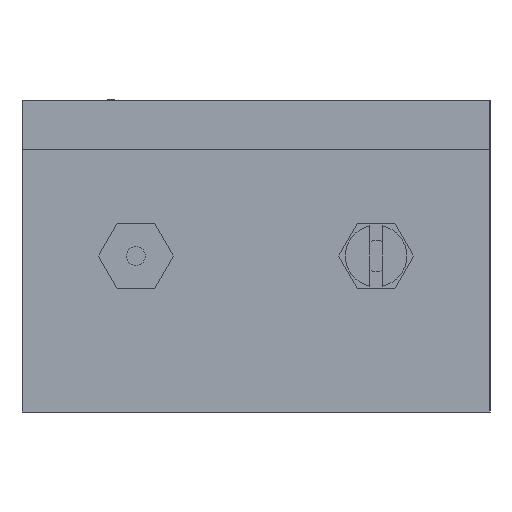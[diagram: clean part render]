
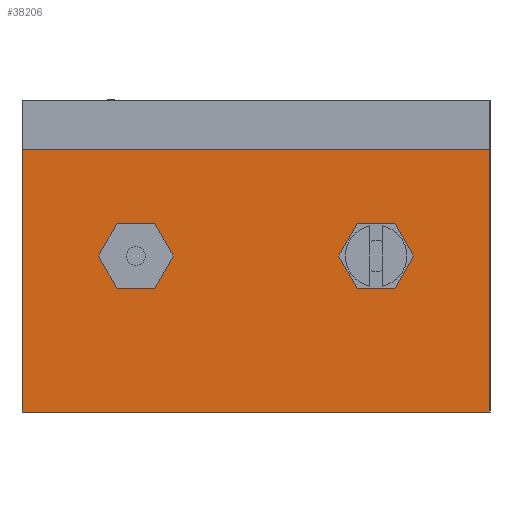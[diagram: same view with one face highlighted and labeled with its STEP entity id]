
A CAD part, left-side view. The second image highlights one B-rep face of the part: STEP entity #38206.
In plain terms, the highlighted planar face has unit normal (-1, 0, 0).
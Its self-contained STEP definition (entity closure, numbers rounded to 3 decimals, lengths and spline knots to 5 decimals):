
#625 = LINE ( 'NONE', #46267, #76939 ) ;
#1607 = LINE ( 'NONE', #35458, #68338 ) ;
#3223 = DIRECTION ( 'NONE',  ( 0., -0.5, 0.866 ) ) ;
#3751 = VECTOR ( 'NONE', #9850, 39.37008 ) ;
#4020 = CARTESIAN_POINT ( 'NONE',  ( -0.625, 0.1625, -0.05196 ) ) ;
#4123 = DIRECTION ( 'NONE',  ( 0., 0.5, 0.866 ) ) ;
#4252 = VERTEX_POINT ( 'NONE', #48622 ) ;
#4360 = VECTOR ( 'NONE', #27595, 39.37008 ) ;
#4739 = VERTEX_POINT ( 'NONE', #60990 ) ;
#5097 = ORIENTED_EDGE ( 'NONE', *, *, #40997, .F. ) ;
#7654 = DIRECTION ( 'NONE',  ( 0., -1., 0. ) ) ;
#8392 = AXIS2_PLACEMENT_3D ( 'NONE', #17738, #61493, #11258 ) ;
#8460 = VECTOR ( 'NONE', #65557, 39.37008 ) ;
#9850 = DIRECTION ( 'NONE',  ( 0., -0.5, -0.866 ) ) ;
#10646 = EDGE_CURVE ( 'NONE', #26751, #16397, #1607, .T. ) ;
#11010 = CARTESIAN_POINT ( 'NONE',  ( -0.625, 0.1625, 0.05196 ) ) ;
#11227 = EDGE_CURVE ( 'NONE', #21764, #37086, #79852, .T. ) ;
#11258 = DIRECTION ( 'NONE',  ( 0., 0., -1. ) ) ;
#13021 = LINE ( 'NONE', #45911, #25579 ) ;
#13370 = CARTESIAN_POINT ( 'NONE',  ( -0.625, -0.1625, 0.05196 ) ) ;
#14744 = ORIENTED_EDGE ( 'NONE', *, *, #31881, .F. ) ;
#15414 = CARTESIAN_POINT ( 'NONE',  ( -0.625, 0.375, 0.25 ) ) ;
#16385 = CARTESIAN_POINT ( 'NONE',  ( -0.625, -0.375, 0.25 ) ) ;
#16397 = VERTEX_POINT ( 'NONE', #11010 ) ;
#17258 = CARTESIAN_POINT ( 'NONE',  ( -0.625, 0.375, 0.17 ) ) ;
#17475 = PLANE ( 'NONE',  #8392 ) ;
#17672 = ORIENTED_EDGE ( 'NONE', *, *, #68005, .F. ) ;
#17738 = CARTESIAN_POINT ( 'NONE',  ( -0.625, -0.375, 0.25 ) ) ;
#18232 = EDGE_CURVE ( 'NONE', #34558, #33362, #66622, .T. ) ;
#19270 = LINE ( 'NONE', #30179, #66611 ) ;
#20618 = VERTEX_POINT ( 'NONE', #47695 ) ;
#21074 = CARTESIAN_POINT ( 'NONE',  ( -0.625, 0.2225, 0.05196 ) ) ;
#21695 = ORIENTED_EDGE ( 'NONE', *, *, #69100, .F. ) ;
#21764 = VERTEX_POINT ( 'NONE', #21793 ) ;
#21793 = CARTESIAN_POINT ( 'NONE',  ( -0.625, -0.2525, 0. ) ) ;
#21851 = ORIENTED_EDGE ( 'NONE', *, *, #51962, .F. ) ;
#22028 = ORIENTED_EDGE ( 'NONE', *, *, #51942, .F. ) ;
#22221 = LINE ( 'NONE', #42840, #58970 ) ;
#22382 = VERTEX_POINT ( 'NONE', #54954 ) ;
#22970 = LINE ( 'NONE', #57549, #53880 ) ;
#23403 = ORIENTED_EDGE ( 'NONE', *, *, #18232, .F. ) ;
#24219 = VERTEX_POINT ( 'NONE', #48914 ) ;
#24486 = ORIENTED_EDGE ( 'NONE', *, *, #28561, .F. ) ;
#24878 = LINE ( 'NONE', #16385, #8460 ) ;
#25074 = VECTOR ( 'NONE', #7654, 39.37008 ) ;
#25579 = VECTOR ( 'NONE', #3223, 39.37008 ) ;
#26751 = VERTEX_POINT ( 'NONE', #35343 ) ;
#27595 = DIRECTION ( 'NONE',  ( 0., -1., 0. ) ) ;
#28561 = EDGE_CURVE ( 'NONE', #37086, #48248, #22970, .T. ) ;
#30179 = CARTESIAN_POINT ( 'NONE',  ( -0.625, 0.1625, 0.05196 ) ) ;
#30689 = FACE_BOUND ( 'NONE', #75949, .T. ) ;
#30915 = EDGE_CURVE ( 'NONE', #4252, #22382, #44996, .T. ) ;
#31065 = DIRECTION ( 'NONE',  ( 0., 0.5, 0.866 ) ) ;
#31881 = EDGE_CURVE ( 'NONE', #45030, #20618, #34258, .T. ) ;
#33269 = CARTESIAN_POINT ( 'NONE',  ( -0.625, -0.1625, -0.05196 ) ) ;
#33362 = VERTEX_POINT ( 'NONE', #4020 ) ;
#34258 = LINE ( 'NONE', #46603, #62278 ) ;
#34558 = VERTEX_POINT ( 'NONE', #51879 ) ;
#35148 = DIRECTION ( 'NONE',  ( 0., 0.5, -0.866 ) ) ;
#35343 = CARTESIAN_POINT ( 'NONE',  ( -0.625, 0.1325, 0. ) ) ;
#35458 = CARTESIAN_POINT ( 'NONE',  ( -0.625, 0.1325, 0. ) ) ;
#35524 = DIRECTION ( 'NONE',  ( 0., 1., 0. ) ) ;
#36283 = ORIENTED_EDGE ( 'NONE', *, *, #11227, .F. ) ;
#37086 = VERTEX_POINT ( 'NONE', #45679 ) ;
#37404 = VECTOR ( 'NONE', #35148, 39.37008 ) ;
#37555 = CARTESIAN_POINT ( 'NONE',  ( -0.625, -0.2525, 0. ) ) ;
#38206 = ADVANCED_FACE ( 'NONE', ( #64534, #30689, #58746 ), #17475, .F. ) ;
#38350 = LINE ( 'NONE', #66457, #37404 ) ;
#39064 = EDGE_LOOP ( 'NONE', ( #39169, #5097, #50046, #22028, #23403, #76031 ) ) ;
#39169 = ORIENTED_EDGE ( 'NONE', *, *, #42162, .F. ) ;
#40997 = EDGE_CURVE ( 'NONE', #16397, #72579, #19270, .T. ) ;
#42162 = EDGE_CURVE ( 'NONE', #72579, #24219, #38350, .T. ) ;
#42840 = CARTESIAN_POINT ( 'NONE',  ( -0.625, 0.2525, 0. ) ) ;
#44996 = LINE ( 'NONE', #77242, #4360 ) ;
#45030 = VERTEX_POINT ( 'NONE', #17258 ) ;
#45679 = CARTESIAN_POINT ( 'NONE',  ( -0.625, -0.2225, 0.05196 ) ) ;
#45911 = CARTESIAN_POINT ( 'NONE',  ( -0.625, 0.1625, -0.05196 ) ) ;
#45960 = EDGE_CURVE ( 'NONE', #45030, #4252, #47694, .T. ) ;
#46025 = ORIENTED_EDGE ( 'NONE', *, *, #58362, .F. ) ;
#46150 = ORIENTED_EDGE ( 'NONE', *, *, #45960, .T. ) ;
#46267 = CARTESIAN_POINT ( 'NONE',  ( -0.625, -0.1625, -0.05196 ) ) ;
#46603 = CARTESIAN_POINT ( 'NONE',  ( -0.625, -0.375, 0.17 ) ) ;
#47180 = LINE ( 'NONE', #57659, #56878 ) ;
#47226 = LINE ( 'NONE', #53321, #3751 ) ;
#47694 = LINE ( 'NONE', #15414, #63221 ) ;
#47695 = CARTESIAN_POINT ( 'NONE',  ( -0.625, -0.375, 0.17 ) ) ;
#48158 = EDGE_CURVE ( 'NONE', #24219, #34558, #22221, .T. ) ;
#48248 = VERTEX_POINT ( 'NONE', #13370 ) ;
#48424 = VERTEX_POINT ( 'NONE', #33269 ) ;
#48622 = CARTESIAN_POINT ( 'NONE',  ( -0.625, 0.375, -0.25 ) ) ;
#48914 = CARTESIAN_POINT ( 'NONE',  ( -0.625, 0.2525, 0. ) ) ;
#49461 = CARTESIAN_POINT ( 'NONE',  ( -0.625, -0.2225, -0.05196 ) ) ;
#49681 = EDGE_CURVE ( 'NONE', #48248, #4739, #47180, .T. ) ;
#49982 = VERTEX_POINT ( 'NONE', #49461 ) ;
#50046 = ORIENTED_EDGE ( 'NONE', *, *, #10646, .F. ) ;
#51879 = CARTESIAN_POINT ( 'NONE',  ( -0.625, 0.2225, -0.05196 ) ) ;
#51942 = EDGE_CURVE ( 'NONE', #33362, #26751, #13021, .T. ) ;
#51962 = EDGE_CURVE ( 'NONE', #49982, #21764, #52647, .T. ) ;
#52647 = LINE ( 'NONE', #70181, #60376 ) ;
#52818 = DIRECTION ( 'NONE',  ( 0., -1., 0. ) ) ;
#53321 = CARTESIAN_POINT ( 'NONE',  ( -0.625, -0.1325, 0. ) ) ;
#53880 = VECTOR ( 'NONE', #35524, 39.37008 ) ;
#54954 = CARTESIAN_POINT ( 'NONE',  ( -0.625, -0.375, -0.25 ) ) ;
#56878 = VECTOR ( 'NONE', #58734, 39.37008 ) ;
#57549 = CARTESIAN_POINT ( 'NONE',  ( -0.625, -0.2225, 0.05196 ) ) ;
#57659 = CARTESIAN_POINT ( 'NONE',  ( -0.625, -0.1625, 0.05196 ) ) ;
#58362 = EDGE_CURVE ( 'NONE', #4739, #48424, #47226, .T. ) ;
#58734 = DIRECTION ( 'NONE',  ( 0., 0.5, -0.866 ) ) ;
#58746 = FACE_OUTER_BOUND ( 'NONE', #65856, .T. ) ;
#58970 = VECTOR ( 'NONE', #63349, 39.37008 ) ;
#60376 = VECTOR ( 'NONE', #64795, 39.37008 ) ;
#60990 = CARTESIAN_POINT ( 'NONE',  ( -0.625, -0.1325, 0. ) ) ;
#61493 = DIRECTION ( 'NONE',  ( 1., 0., 0. ) ) ;
#62278 = VECTOR ( 'NONE', #52818, 39.37008 ) ;
#63221 = VECTOR ( 'NONE', #72066, 39.37008 ) ;
#63349 = DIRECTION ( 'NONE',  ( 0., -0.5, -0.866 ) ) ;
#64534 = FACE_BOUND ( 'NONE', #39064, .T. ) ;
#64795 = DIRECTION ( 'NONE',  ( 0., -0.5, 0.866 ) ) ;
#65557 = DIRECTION ( 'NONE',  ( 0., 0., -1. ) ) ;
#65856 = EDGE_LOOP ( 'NONE', ( #14744, #46150, #70736, #17672 ) ) ;
#66457 = CARTESIAN_POINT ( 'NONE',  ( -0.625, 0.2225, 0.05196 ) ) ;
#66611 = VECTOR ( 'NONE', #79001, 39.37008 ) ;
#66622 = LINE ( 'NONE', #69239, #25074 ) ;
#68005 = EDGE_CURVE ( 'NONE', #20618, #22382, #24878, .T. ) ;
#68338 = VECTOR ( 'NONE', #4123, 39.37008 ) ;
#69100 = EDGE_CURVE ( 'NONE', #48424, #49982, #625, .T. ) ;
#69239 = CARTESIAN_POINT ( 'NONE',  ( -0.625, 0.2225, -0.05196 ) ) ;
#69479 = ORIENTED_EDGE ( 'NONE', *, *, #49681, .F. ) ;
#70181 = CARTESIAN_POINT ( 'NONE',  ( -0.625, -0.2225, -0.05196 ) ) ;
#70736 = ORIENTED_EDGE ( 'NONE', *, *, #30915, .T. ) ;
#72066 = DIRECTION ( 'NONE',  ( 0., 0., -1. ) ) ;
#72579 = VERTEX_POINT ( 'NONE', #21074 ) ;
#75949 = EDGE_LOOP ( 'NONE', ( #69479, #24486, #36283, #21851, #21695, #46025 ) ) ;
#76031 = ORIENTED_EDGE ( 'NONE', *, *, #48158, .F. ) ;
#76939 = VECTOR ( 'NONE', #77530, 39.37008 ) ;
#77242 = CARTESIAN_POINT ( 'NONE',  ( -0.625, -0.375, -0.25 ) ) ;
#77530 = DIRECTION ( 'NONE',  ( 0., -1., 0. ) ) ;
#78832 = VECTOR ( 'NONE', #31065, 39.37008 ) ;
#79001 = DIRECTION ( 'NONE',  ( 0., 1., 0. ) ) ;
#79852 = LINE ( 'NONE', #37555, #78832 ) ;
